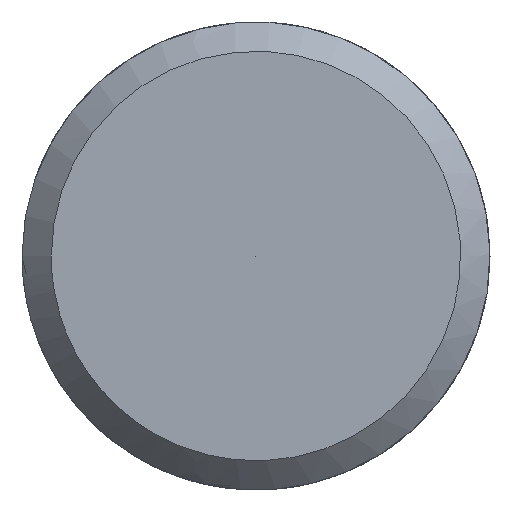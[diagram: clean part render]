
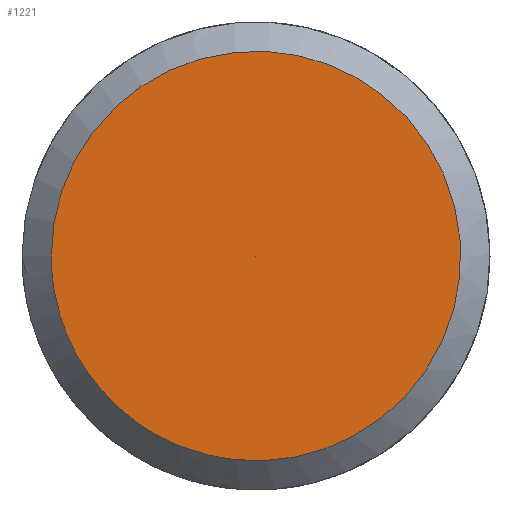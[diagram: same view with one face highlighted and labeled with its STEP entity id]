
A CAD part, left-side view. The second image highlights one B-rep face of the part: STEP entity #1221.
In plain terms, the highlighted free-form (B-spline) face has degree [5, 1] with [6, 2] control points.
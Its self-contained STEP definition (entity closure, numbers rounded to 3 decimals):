
#1149 = CARTESIAN_POINT ('', (-51., 1.75, 0.));
#1150 = VERTEX_POINT ('', #1149);
#1160 = CARTESIAN_POINT ('', (-51., 1.75, 0.));
#1161 = CARTESIAN_POINT ('', (-51., 1.75, 7.));
#1162 = CARTESIAN_POINT ('', (-51., -5.25, 3.5));
#1163 = CARTESIAN_POINT ('', (-51., -5.25, -3.5));
#1164 = CARTESIAN_POINT ('', (-51., 1.75, -7.));
#1165 = CARTESIAN_POINT ('', (-51., 1.75, 0.));
#1166 = (
   BOUNDED_CURVE ()
   B_SPLINE_CURVE (5, (#1160, #1161, #1162, #1163, #1164, #1165), .UNSPECIFIED., .T., .U.)
   B_SPLINE_CURVE_WITH_KNOTS ((6, 6), (0., 1.), .UNSPECIFIED.)
   CURVE ()
   GEOMETRIC_REPRESENTATION_ITEM ()
   RATIONAL_B_SPLINE_CURVE ((5., 1., 1., 1., 1., 5.))
   REPRESENTATION_ITEM ('')
);
#1167 = EDGE_CURVE ('', #1150, #1150, #1166, .T.);
#1197 = CARTESIAN_POINT ('', (-51., 0., 0.));
#1198 = VERTEX_POINT ('', #1197);
#1199 = CARTESIAN_POINT ('', (-51., 1.75, 0.));
#1200 = CARTESIAN_POINT ('', (-51., 0., 0.));
#1201 = B_SPLINE_CURVE_WITH_KNOTS ('', 1, (#1199, #1200), .UNSPECIFIED., .F., .U., (2, 2), (0., 1.), .UNSPECIFIED.);
#1202 = EDGE_CURVE ('', #1150, #1198, #1201, .T.);
#1203 = ORIENTED_EDGE ('', *, *, #1202, .F.);
#1204 = ORIENTED_EDGE ('', *, *, #1167, .T.);
#1205 = ORIENTED_EDGE ('', *, *, #1202, .T.);
#1206 = EDGE_LOOP ('', (#1203, #1204, #1205));
#1207 = FACE_OUTER_BOUND ('', #1206, .F.);
#1208 = CARTESIAN_POINT ('', (-51., 1.75, 0.));
#1209 = CARTESIAN_POINT ('', (-51., 0., 0.));
#1210 = CARTESIAN_POINT ('', (-51., 1.75, 7.));
#1211 = CARTESIAN_POINT ('', (-51., 0., 0.));
#1212 = CARTESIAN_POINT ('', (-51., -5.25, 3.5));
#1213 = CARTESIAN_POINT ('', (-51., 0., 0.));
#1214 = CARTESIAN_POINT ('', (-51., -5.25, -3.5));
#1215 = CARTESIAN_POINT ('', (-51., 0., 0.));
#1216 = CARTESIAN_POINT ('', (-51., 1.75, -7.));
#1217 = CARTESIAN_POINT ('', (-51., 0., 0.));
#1218 = CARTESIAN_POINT ('', (-51., 1.75, 0.));
#1219 = CARTESIAN_POINT ('', (-51., 0., 0.));
#1220 = (
   BOUNDED_SURFACE ()
   B_SPLINE_SURFACE (5, 1, ((#1208, #1209), (#1210, #1211), (#1212, #1213), (#1214, #1215), (#1216, #1217), (#1218, #1219)), .UNSPECIFIED., .T., .F., .U.)
   B_SPLINE_SURFACE_WITH_KNOTS ((6, 6), (2, 2), (0., 1.), (0., 1.), .UNSPECIFIED.)
   SURFACE ()
   GEOMETRIC_REPRESENTATION_ITEM ()
   RATIONAL_B_SPLINE_SURFACE (((5., 5.), (1., 1.), (1., 1.), (1., 1.), (1., 1.), (5., 5.)))
   REPRESENTATION_ITEM ('')
);
#1221 = ADVANCED_FACE ('', (#1207), #1220, .F.);
